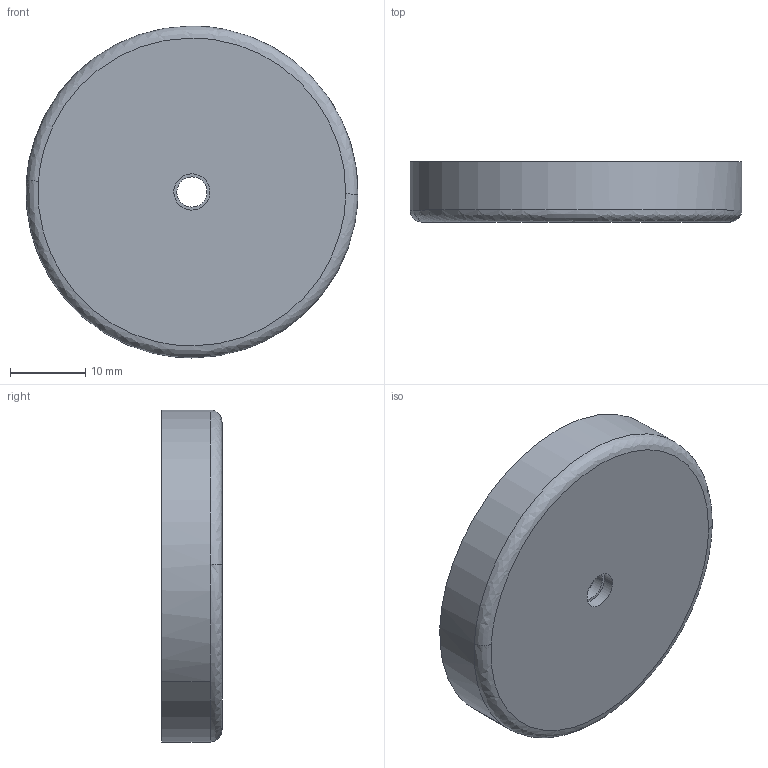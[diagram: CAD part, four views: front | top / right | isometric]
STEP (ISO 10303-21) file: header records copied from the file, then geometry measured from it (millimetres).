
FILE_DESCRIPTION((''),'2;1');
FILE_NAME('','2005-07-15T14:37:49',(''),(''),'','CADfix','');
FILE_SCHEMA(('AUTOMOTIVE_DESIGN'));
Length unit declared in the file: millimetre
Products named in the file (3): magnet; housing; TL_170_19098_36
Assembly tree (2 placements, depth 2):
  TL_170_19098_36
    magnet
    housing
Bounding box: 43.97 x 8 x 44 mm (x, y, z)
Volume: 9631.1 mm3; surface area: 7790.5 mm2
Topology: 2 solids, 2 shells, 31 faces, 108 edges, 84 vertices
Faces by surface type: bspline 31
Entity records: 1415 total; most frequent: CARTESIAN_POINT 793, ORIENTED_EDGE 216, EDGE_CURVE 108, VERTEX_POINT 84, EDGE_LOOP 38, FACE_OUTER_BOUND 31, ADVANCED_FACE 31, QUASI_UNIFORM_CURVE 22
